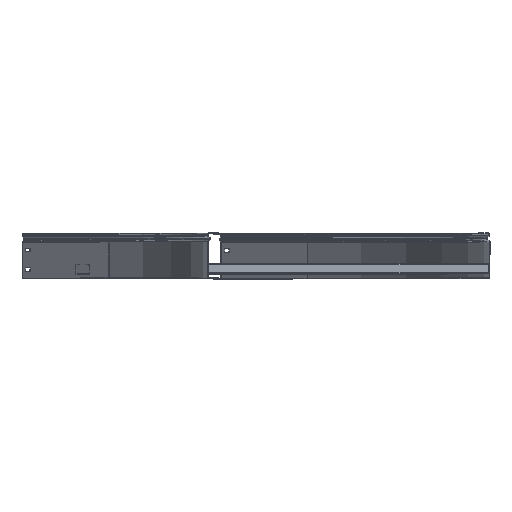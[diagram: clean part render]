
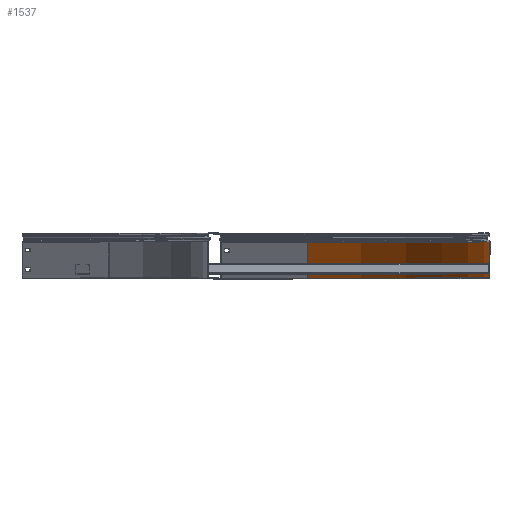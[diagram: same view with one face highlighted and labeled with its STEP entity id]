
A CAD part, top view. The second image highlights one B-rep face of the part: STEP entity #1537.
In plain terms, the highlighted cylindrical face has radius 1101 mm (diameter 2202 mm), a partial arc.
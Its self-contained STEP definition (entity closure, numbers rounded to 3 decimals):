
#123 = VERTEX_POINT ( 'NONE', #6990 ) ;
#339 = ORIENTED_EDGE ( 'NONE', *, *, #7337, .T. ) ;
#420 = EDGE_CURVE ( 'NONE', #955, #7184, #4863, .T. ) ;
#612 = AXIS2_PLACEMENT_3D ( 'NONE', #1445, #6035, #8080 ) ;
#955 = VERTEX_POINT ( 'NONE', #2239 ) ;
#1195 = CIRCLE ( 'NONE', #5646, 1101. ) ;
#1445 = CARTESIAN_POINT ( 'NONE',  ( 0., 64.499, 0. ) ) ;
#1478 = EDGE_CURVE ( 'NONE', #1870, #123, #1748, .T. ) ;
#1537 = ADVANCED_FACE ( 'NONE', ( #2878 ), #5150, .F. ) ;
#1565 = CARTESIAN_POINT ( 'NONE',  ( 1101., 0., 0. ) ) ;
#1748 = LINE ( 'NONE', #1565, #7039 ) ;
#1870 = VERTEX_POINT ( 'NONE', #4617 ) ;
#2227 = CARTESIAN_POINT ( 'NONE',  ( 0., 0., 0. ) ) ;
#2239 = CARTESIAN_POINT ( 'NONE',  ( 778.525, 1.2, -778.525 ) ) ;
#2394 = AXIS2_PLACEMENT_3D ( 'NONE', #2227, #3553, #2767 ) ;
#2438 = CARTESIAN_POINT ( 'NONE',  ( 778.525, 64.499, -778.525 ) ) ;
#2450 = ORIENTED_EDGE ( 'NONE', *, *, #3415, .T. ) ;
#2531 = DIRECTION ( 'NONE',  ( 0., 1., 0. ) ) ;
#2767 = DIRECTION ( 'NONE',  ( 0., 0., 1. ) ) ;
#2878 = FACE_OUTER_BOUND ( 'NONE', #7796, .T. ) ;
#3031 = DIRECTION ( 'NONE',  ( 0., -1., 0. ) ) ;
#3088 = CARTESIAN_POINT ( 'NONE',  ( 0., 1.2, 0. ) ) ;
#3415 = EDGE_CURVE ( 'NONE', #955, #1870, #1195, .T. ) ;
#3553 = DIRECTION ( 'NONE',  ( 0., 1., 0. ) ) ;
#3944 = ORIENTED_EDGE ( 'NONE', *, *, #420, .F. ) ;
#4617 = CARTESIAN_POINT ( 'NONE',  ( 1101., 1.2, 0. ) ) ;
#4863 = LINE ( 'NONE', #5859, #5712 ) ;
#5150 = CYLINDRICAL_SURFACE ( 'NONE', #2394, 1101. ) ;
#5646 = AXIS2_PLACEMENT_3D ( 'NONE', #3088, #3031, #7655 ) ;
#5695 = CIRCLE ( 'NONE', #612, 1101. ) ;
#5712 = VECTOR ( 'NONE', #2531, 1000. ) ;
#5852 = ORIENTED_EDGE ( 'NONE', *, *, #1478, .T. ) ;
#5859 = CARTESIAN_POINT ( 'NONE',  ( 778.525, 2.2, -778.525 ) ) ;
#6035 = DIRECTION ( 'NONE',  ( 0., 1., 0. ) ) ;
#6226 = DIRECTION ( 'NONE',  ( 0., 1., 0. ) ) ;
#6990 = CARTESIAN_POINT ( 'NONE',  ( 1101., 64.499, 0. ) ) ;
#7039 = VECTOR ( 'NONE', #6226, 1000. ) ;
#7184 = VERTEX_POINT ( 'NONE', #2438 ) ;
#7337 = EDGE_CURVE ( 'NONE', #123, #7184, #5695, .T. ) ;
#7655 = DIRECTION ( 'NONE',  ( 0., 0., 1. ) ) ;
#7796 = EDGE_LOOP ( 'NONE', ( #339, #3944, #2450, #5852 ) ) ;
#8080 = DIRECTION ( 'NONE',  ( 0., 0., 1. ) ) ;
